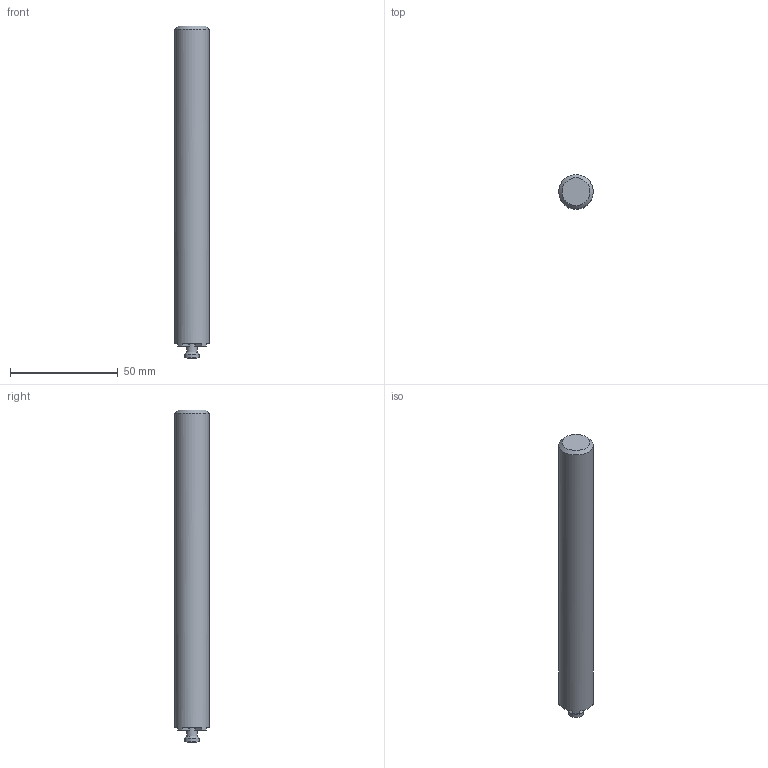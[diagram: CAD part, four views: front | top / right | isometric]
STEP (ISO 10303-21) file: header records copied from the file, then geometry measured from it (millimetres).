
FILE_DESCRIPTION(/* description */ (''),/* implementation_level */ '2;1');
FILE_NAME(/* name */ '335.14-1616.0-090-155-E_Basic.stp',/* time_stamp */ '2024-07-30T14:24:58+06:00',/* author */ (''),/* organization */ (''),/* preprocessor_version */ 'ST-DEVELOPER v16.7',/* originating_system */ 'SIEMENS PLM Software NX 12.0',/* authorisation */ '');
FILE_SCHEMA (('AUTOMOTIVE_DESIGN { 1 0 10303 214 3 1 1 1 }'));
Length unit declared in the file: millimetre
Products named in the file (1): inpu36DC0CE6f1ak
Bounding box: 15.99 x 15.99 x 154.2 mm (x, y, z)
Volume: 29790.1 mm3; surface area: 7999.2 mm2
Topology: 1 solids, 1 shells, 100 faces, 285 edges, 192 vertices
Faces by surface type: plane 86, cylinder 11, cone 2, bspline 1
Full cylindrical faces by diameter (mm): 5 x1, 6.9 x1, 15.994 x1
Entity records: 3268 total; most frequent: CARTESIAN_POINT 622, ORIENTED_EDGE 554, DIRECTION 506, EDGE_CURVE 277, LINE 238, VECTOR 238, VERTEX_POINT 187, AXIS2_PLACEMENT_3D 134
